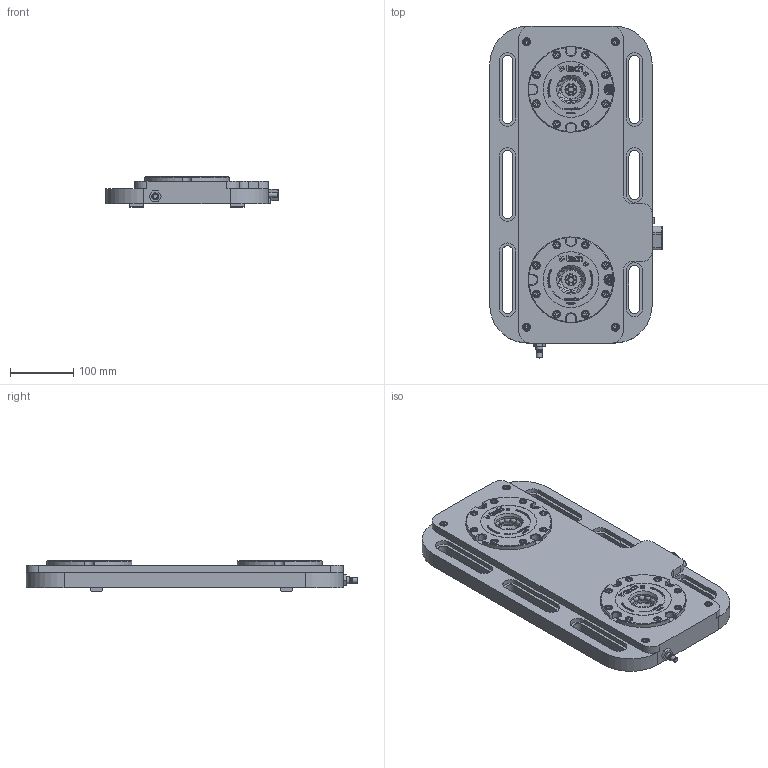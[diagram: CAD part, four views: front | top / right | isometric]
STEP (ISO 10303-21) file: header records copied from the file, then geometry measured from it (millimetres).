
FILE_DESCRIPTION(/* description */ (''),/* implementation_level */ '2;1');
FILE_NAME(/* name */ 'UZV-T 2x300.stp',/* time_stamp */ '2024-10-21T21:11:10+02:00',/* author */ ('Admin'),/* organization */ (''),/* preprocessor_version */ 'ST-DEVELOPER v20',/* originating_system */ 'Autodesk Inventor 2025',/* authorisation */ '');
FILE_SCHEMA (('CONFIG_CONTROL_DESIGN'));
Products named in the file (14): ZAKLADNA_SESTAVA_2H_2016-01-00-16; ZAKLADNA_PALETY_2016-01-0094-zaslepeni; S_ZERO_POINT-2016-01-00-01; CEP_STAVECI_2016-01-60; Rotacni_ventil_2016-01-14; KQ2H06-M5A_A; KQ2L06-M5A_A; KK3P-06E; DIN 913 - M10 x 10; Kámen 2016-01-0108; ISO 4762  - M5 x 12; ISO 4762  - M5 x 16; ISO 4762  - M5 x 25; ISO 4762  - M6 x 20
Assembly tree (43 placements, depth 2):
  ZAKLADNA_SESTAVA_2H_2016-01-00-16
    ZAKLADNA_PALETY_2016-01-0094-zaslepeni
    S_ZERO_POINT-2016-01-00-01  x2
    CEP_STAVECI_2016-01-60  x2
    Rotacni_ventil_2016-01-14
    KQ2H06-M5A_A
    KQ2L06-M5A_A  x2
    KK3P-06E
    DIN 913 - M10 x 10  x4
    Kámen 2016-01-0108  x4
    ISO 4762  - M5 x 12  x2
    ISO 4762  - M5 x 16  x4
    ISO 4762  - M5 x 25  x3
    ISO 4762  - M6 x 20  x16
Bounding box: 271.9 x 523.4 x 48.3 mm (x, y, z)
Volume: 3687702.6 mm3; surface area: 462653.1 mm2
Topology: 45 solids, 46 shells, 3837 faces, 10104 edges, 6674 vertices
Faces by surface type: plane 1905, bspline 1122, cylinder 483, cone 230, torus 64, sphere 33
Full cylindrical faces by diameter (mm): 0.8 x24, 2 x12, 2.2 x1, 3 x9, 3.242 x2, 4.134 x6, 4.2 x1, 4.917 x18, 5 x13, 5.2 x1, 5.3 x5, 5.5 x4, 5.6 x1, 6 x23, 6.4 x16, 6.8 x3, 7 x2, 7.5 x1, 8.376 x4, 8.5 x9, 9 x4, 9.7 x3, 10 x35, 10.4 x2, 11 x21, 12 x2, 12.376 x4, 14 x1, 15 x4, 15.5 x1
Entity records: 75184 total; most frequent: CARTESIAN_POINT 26201, ORIENTED_EDGE 10714, DIRECTION 7675, EDGE_CURVE 5357, VERTEX_POINT 3560, LINE 3013, VECTOR 3013, EDGE_LOOP 2369
